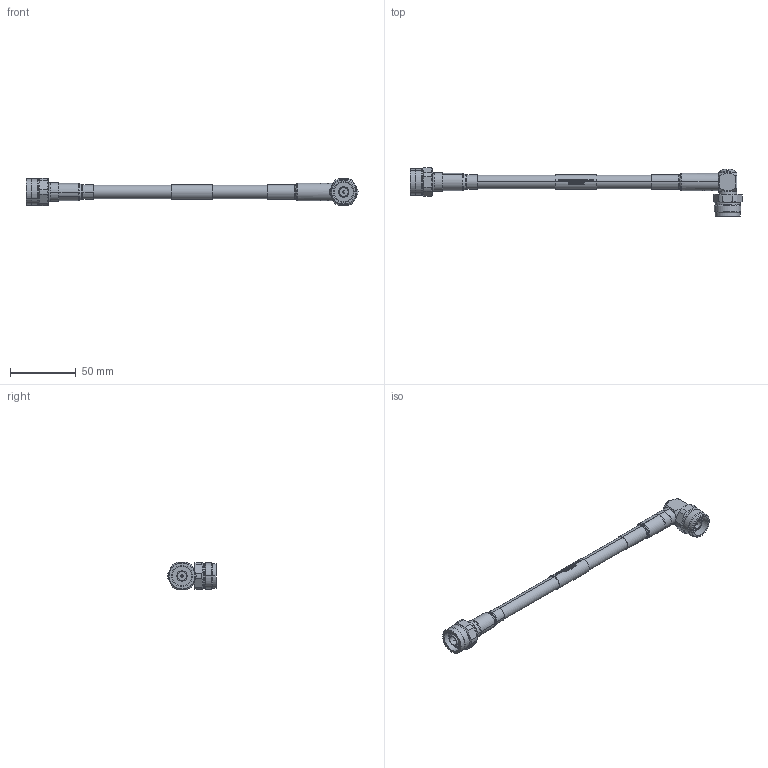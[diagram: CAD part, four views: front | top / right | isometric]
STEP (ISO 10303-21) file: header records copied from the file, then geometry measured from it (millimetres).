
FILE_DESCRIPTION (( 'STEP AP214' ), '1' );
FILE_NAME ('FMCA100171_3D.step', '2024-08-20T16:59:55', ( '' ), ( '' ), 'SwSTEP 2.0', 'SolidWorks 2022', '' );
FILE_SCHEMA (( 'AUTOMOTIVE_DESIGN' ));
Length unit declared in the file: inch
Products named in the file (11): FMCA100171_3D; Copy of TC-400-NMH-X_ferrule^TC-400-NMH-X_FMCA100171; FM Cable Assy Label^FMCA100171_D_405; TCOM-195-240-400-600 for cable assy^FMCA100171_TCOM-400; TC-400-NMH-RA-D^FMCA100171; HeatShrink^FMCA100171; Copy of TC-400-NMH-RA-D_ferrule^TC-400-NMH-RA-D_FMCA100171; Copy of TC-400-NMH-RA-D_cap^TC-400-NMH-RA-D_FMCA100171; TC-400-NMH-X^FMCA100171; Copy of TC-400-NMH-RA-D_body^TC-400-NMH-RA-D_FMCA100171; Copy of TC-400-NMH-X_body^TC-400-NMH-X_FMCA100171
Assembly tree (10 placements, depth 3):
  FMCA100171_3D
    TCOM-195-240-400-600 for cable assy^FMCA100171_TCOM-400
    FM Cable Assy Label^FMCA100171_D_405
    TC-400-NMH-X^FMCA100171
      Copy of TC-400-NMH-X_body^TC-400-NMH-X_FMCA100171
      Copy of TC-400-NMH-X_ferrule^TC-400-NMH-X_FMCA100171
    HeatShrink^FMCA100171
    TC-400-NMH-RA-D^FMCA100171
      Copy of TC-400-NMH-RA-D_body^TC-400-NMH-RA-D_FMCA100171
      Copy of TC-400-NMH-RA-D_cap^TC-400-NMH-RA-D_FMCA100171
      Copy of TC-400-NMH-RA-D_ferrule^TC-400-NMH-RA-D_FMCA100171
Bounding box: 252.37 x 37.23 x 20.57 mm (x, y, z)
Volume: 36766.6 mm3; surface area: 27055.5 mm2
Topology: 8 solids, 10 shells, 1248 faces, 3211 edges, 2082 vertices
Faces by surface type: plane 783, bspline 164, cylinder 153, cone 128, torus 20
Entity records: 44595 total; most frequent: CARTESIAN_POINT 15994, ORIENTED_EDGE 6414, DIRECTION 5045, EDGE_CURVE 3207, VERTEX_POINT 2082, VECTOR 1851, LINE 1851, AXIS2_PLACEMENT_3D 1597
